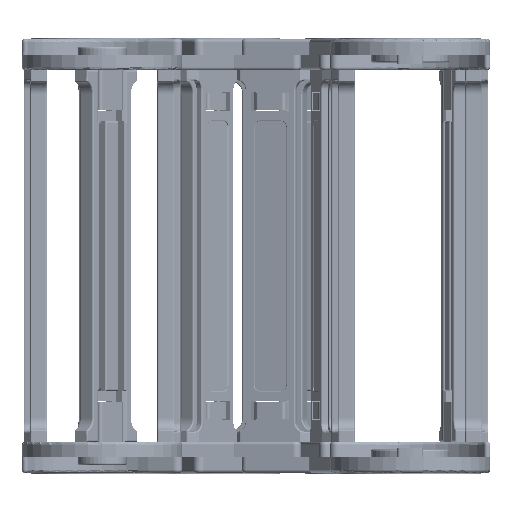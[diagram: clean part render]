
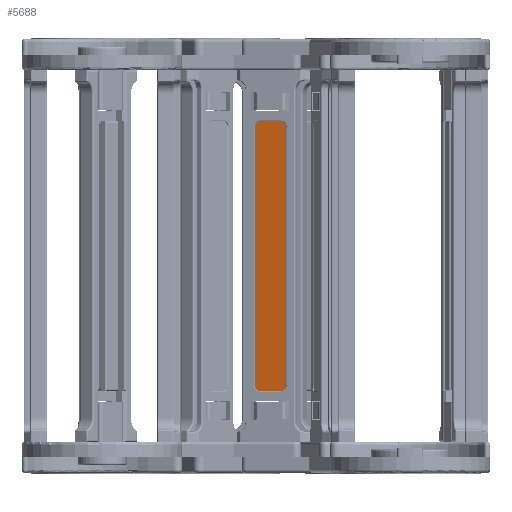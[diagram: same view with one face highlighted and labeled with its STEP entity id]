
A CAD part, left-side view. The second image highlights one B-rep face of the part: STEP entity #5688.
In plain terms, the highlighted face is planar.
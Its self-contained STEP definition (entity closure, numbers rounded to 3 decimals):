
#944 = ORIENTED_EDGE ( 'NONE', *, *, #13633, .F. ) ;
#1163 = CARTESIAN_POINT ( 'NONE',  ( -30.635, 70.705, 65.123 ) ) ;
#1431 = DIRECTION ( 'NONE',  ( 0., 0., -1. ) ) ;
#2574 = ORIENTED_EDGE ( 'NONE', *, *, #46098, .T. ) ;
#3739 = LINE ( 'NONE', #19748, #26835 ) ;
#4247 = ORIENTED_EDGE ( 'NONE', *, *, #23189, .T. ) ;
#4811 = DIRECTION ( 'NONE',  ( 0., 0., 1. ) ) ;
#4883 = DIRECTION ( 'NONE',  ( 0., 0., 1. ) ) ;
#4991 = CARTESIAN_POINT ( 'NONE',  ( -30.635, 70.705, -15.693 ) ) ;
#5379 = CARTESIAN_POINT ( 'NONE',  ( -37.571, 70.705, -13.755 ) ) ;
#5475 = CARTESIAN_POINT ( 'NONE',  ( -30.635, 70.705, 70.023 ) ) ;
#5688 = ADVANCED_FACE ( 'NONE', ( #9780 ), #26500, .T. ) ;
#6026 = AXIS2_PLACEMENT_3D ( 'NONE', #5475, #23222, #4811 ) ;
#6571 = ORIENTED_EDGE ( 'NONE', *, *, #35435, .T. ) ;
#7078 = EDGE_CURVE ( 'NONE', #21797, #13447, #14283, .T. ) ;
#7245 = LINE ( 'NONE', #38497, #12431 ) ;
#9780 = FACE_OUTER_BOUND ( 'NONE', #28565, .T. ) ;
#10640 = AXIS2_PLACEMENT_3D ( 'NONE', #1163, #30357, #4883 ) ;
#10824 = VECTOR ( 'NONE', #32961, 1000. ) ;
#12431 = VECTOR ( 'NONE', #45766, 1000. ) ;
#12483 = VERTEX_POINT ( 'NONE', #16186 ) ;
#13447 = VERTEX_POINT ( 'NONE', #18418 ) ;
#13453 = DIRECTION ( 'NONE',  ( 0., 0., -1. ) ) ;
#13633 = EDGE_CURVE ( 'NONE', #36356, #43233, #28861, .T. ) ;
#14283 = LINE ( 'NONE', #14637, #10824 ) ;
#14637 = CARTESIAN_POINT ( 'NONE',  ( -39.509, 70.705, 65.123 ) ) ;
#14771 = EDGE_CURVE ( 'NONE', #45145, #36356, #34878, .T. ) ;
#14936 = ORIENTED_EDGE ( 'NONE', *, *, #25884, .F. ) ;
#15089 = EDGE_CURVE ( 'NONE', #24400, #33307, #3739, .T. ) ;
#15860 = CARTESIAN_POINT ( 'NONE',  ( -30.635, 70.705, 71.961 ) ) ;
#16186 = CARTESIAN_POINT ( 'NONE',  ( -28.697, 70.705, 70.023 ) ) ;
#17745 = CARTESIAN_POINT ( 'NONE',  ( -37.571, 70.705, -15.693 ) ) ;
#18418 = CARTESIAN_POINT ( 'NONE',  ( -39.509, 70.705, -13.755 ) ) ;
#19748 = CARTESIAN_POINT ( 'NONE',  ( -30.635, 70.705, 71.961 ) ) ;
#19837 = ORIENTED_EDGE ( 'NONE', *, *, #14771, .F. ) ;
#21797 = VERTEX_POINT ( 'NONE', #21996 ) ;
#21996 = CARTESIAN_POINT ( 'NONE',  ( -39.509, 70.705, 70.023 ) ) ;
#23189 = EDGE_CURVE ( 'NONE', #12483, #24400, #37899, .T. ) ;
#23203 = CIRCLE ( 'NONE', #31422, 1.938 ) ;
#23222 = DIRECTION ( 'NONE',  ( 0., -1., 0. ) ) ;
#23241 = DIRECTION ( 'NONE',  ( -1., 0., 0. ) ) ;
#24400 = VERTEX_POINT ( 'NONE', #15860 ) ;
#25884 = EDGE_CURVE ( 'NONE', #43233, #13447, #23203, .T. ) ;
#26500 = PLANE ( 'NONE',  #10640 ) ;
#26656 = DIRECTION ( 'NONE',  ( -1., 0., 0. ) ) ;
#26835 = VECTOR ( 'NONE', #26656, 1000. ) ;
#27284 = CARTESIAN_POINT ( 'NONE',  ( -37.571, 70.705, 70.023 ) ) ;
#28565 = EDGE_LOOP ( 'NONE', ( #31941, #14936, #944, #19837, #2574, #4247, #35153, #6571 ) ) ;
#28861 = LINE ( 'NONE', #4991, #47287 ) ;
#30357 = DIRECTION ( 'NONE',  ( 0., -1., 0. ) ) ;
#30770 = DIRECTION ( 'NONE',  ( 0., 1., 0. ) ) ;
#30807 = CARTESIAN_POINT ( 'NONE',  ( -28.697, 70.705, -13.755 ) ) ;
#31422 = AXIS2_PLACEMENT_3D ( 'NONE', #5379, #35490, #13453 ) ;
#31941 = ORIENTED_EDGE ( 'NONE', *, *, #7078, .T. ) ;
#32961 = DIRECTION ( 'NONE',  ( 0., 0., -1. ) ) ;
#33307 = VERTEX_POINT ( 'NONE', #35251 ) ;
#34878 = CIRCLE ( 'NONE', #37952, 1.938 ) ;
#35153 = ORIENTED_EDGE ( 'NONE', *, *, #15089, .T. ) ;
#35251 = CARTESIAN_POINT ( 'NONE',  ( -37.571, 70.705, 71.961 ) ) ;
#35435 = EDGE_CURVE ( 'NONE', #33307, #21797, #41489, .T. ) ;
#35490 = DIRECTION ( 'NONE',  ( 0., 1., 0. ) ) ;
#36356 = VERTEX_POINT ( 'NONE', #38750 ) ;
#37396 = DIRECTION ( 'NONE',  ( 0., -1., 0. ) ) ;
#37899 = CIRCLE ( 'NONE', #6026, 1.938 ) ;
#37952 = AXIS2_PLACEMENT_3D ( 'NONE', #45904, #30770, #1431 ) ;
#38497 = CARTESIAN_POINT ( 'NONE',  ( -28.697, 70.705, 65.123 ) ) ;
#38750 = CARTESIAN_POINT ( 'NONE',  ( -30.635, 70.705, -15.693 ) ) ;
#41081 = DIRECTION ( 'NONE',  ( 0., 0., 1. ) ) ;
#41489 = CIRCLE ( 'NONE', #47096, 1.938 ) ;
#43233 = VERTEX_POINT ( 'NONE', #17745 ) ;
#45145 = VERTEX_POINT ( 'NONE', #30807 ) ;
#45766 = DIRECTION ( 'NONE',  ( 0., 0., 1. ) ) ;
#45904 = CARTESIAN_POINT ( 'NONE',  ( -30.635, 70.705, -13.755 ) ) ;
#46098 = EDGE_CURVE ( 'NONE', #45145, #12483, #7245, .T. ) ;
#47096 = AXIS2_PLACEMENT_3D ( 'NONE', #27284, #37396, #41081 ) ;
#47287 = VECTOR ( 'NONE', #23241, 1000. ) ;
